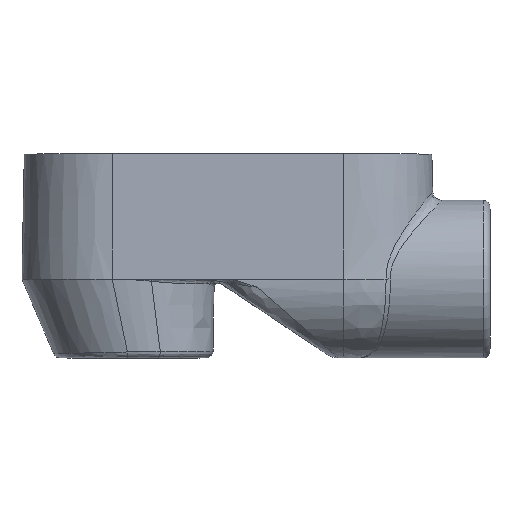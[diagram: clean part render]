
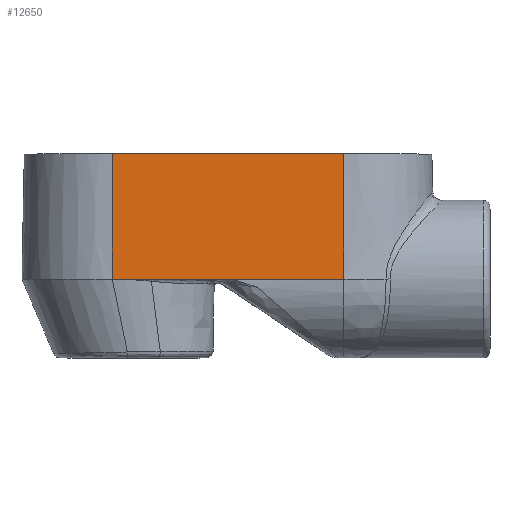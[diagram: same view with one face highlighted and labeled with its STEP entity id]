
A CAD part, top view. The second image highlights one B-rep face of the part: STEP entity #12650.
In plain terms, the highlighted planar face has unit normal (0, 0.018, 1).
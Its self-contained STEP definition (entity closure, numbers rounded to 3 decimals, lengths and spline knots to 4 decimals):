
#427=PLANE('',#13508);
#799=FACE_OUTER_BOUND('',#1599,.T.);
#1599=EDGE_LOOP('',(#9246,#9247,#9248,#9249,#9250));
#2426=LINE('',#24802,#3156);
#2427=LINE('',#24804,#3157);
#2435=LINE('',#25395,#3165);
#2436=LINE('',#25398,#3166);
#2437=LINE('',#25399,#3167);
#3156=VECTOR('',#14436,0.3937);
#3157=VECTOR('',#14439,0.3937);
#3165=VECTOR('',#14517,1.0211);
#3166=VECTOR('',#14520,0.3937);
#3167=VECTOR('',#14521,0.3937);
#5206=VERTEX_POINT('',#20821);
#5379=VERTEX_POINT('',#23753);
#5389=VERTEX_POINT('',#24366);
#5421=VERTEX_POINT('',#25303);
#5422=VERTEX_POINT('',#25397);
#6850=EDGE_CURVE('',#5379,#5206,#2426,.T.);
#6851=EDGE_CURVE('',#5389,#5379,#2427,.T.);
#6888=EDGE_CURVE('',#5389,#5421,#2435,.T.);
#6889=EDGE_CURVE('',#5422,#5421,#2436,.T.);
#6890=EDGE_CURVE('',#5206,#5422,#2437,.T.);
#9246=ORIENTED_EDGE('',*,*,#6851,.F.);
#9247=ORIENTED_EDGE('',*,*,#6888,.T.);
#9248=ORIENTED_EDGE('',*,*,#6889,.F.);
#9249=ORIENTED_EDGE('',*,*,#6890,.F.);
#9250=ORIENTED_EDGE('',*,*,#6850,.F.);
#12650=ADVANCED_FACE('',(#799),#427,.T.);
#13508=AXIS2_PLACEMENT_3D('',#25396,#14518,#14519);
#14436=DIRECTION('',(-1.,0.,0.));
#14439=DIRECTION('',(-1.,0.,0.));
#14517=DIRECTION('',(0.,1.,-0.018));
#14518=DIRECTION('center_axis',(0.,0.018,1.));
#14519=DIRECTION('ref_axis',(1.,0.,0.));
#14520=DIRECTION('',(1.,0.,0.));
#14521=DIRECTION('',(0.,1.,-0.018));
#20821=CARTESIAN_POINT('',(-0.781,0.,0.6091));
#23753=CARTESIAN_POINT('',(-0.0204,0.,0.6091));
#24366=CARTESIAN_POINT('',(0.781,0.,0.6091));
#24802=CARTESIAN_POINT('',(-1.078,0.,0.6091));
#24804=CARTESIAN_POINT('',(-1.078,0.,0.6091));
#25303=CARTESIAN_POINT('',(0.781,0.8438,0.594));
#25395=CARTESIAN_POINT('',(0.781,-0.0928,0.6108));
#25396=CARTESIAN_POINT('Origin',(-0.781,-0.0928,0.6108));
#25397=CARTESIAN_POINT('',(-0.781,0.8438,0.594));
#25398=CARTESIAN_POINT('',(0.297,0.8438,0.594));
#25399=CARTESIAN_POINT('',(-0.781,-0.0928,0.6108));
